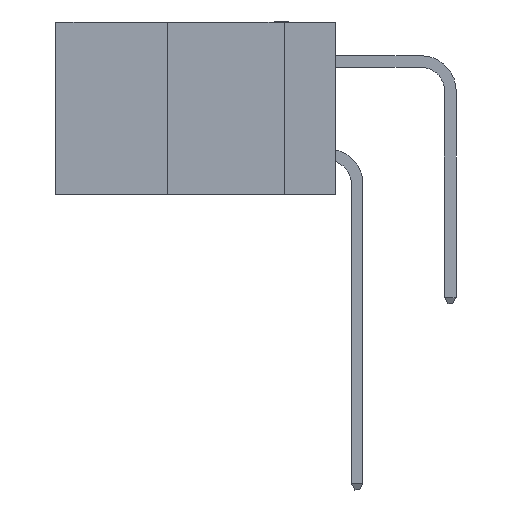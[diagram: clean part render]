
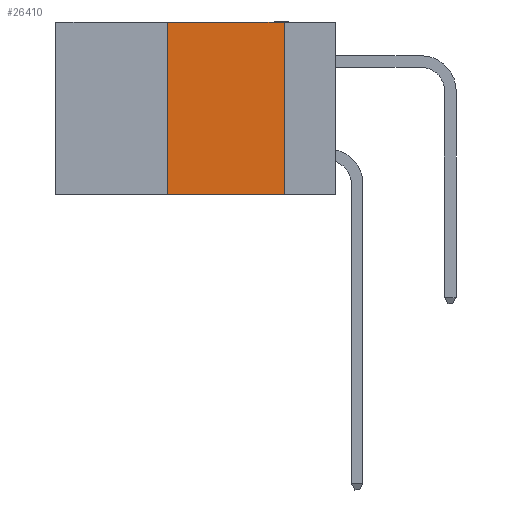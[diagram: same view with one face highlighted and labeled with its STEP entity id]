
A CAD part, left-side view. The second image highlights one B-rep face of the part: STEP entity #26410.
In plain terms, the highlighted planar face has unit normal (-1, 0, 0).
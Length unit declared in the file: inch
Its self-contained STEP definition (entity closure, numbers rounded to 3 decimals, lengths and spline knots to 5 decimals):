
#1239 = CARTESIAN_POINT ( 'NONE',  ( 0., 0.36, -0.37 ) ) ;
#1970 = DIRECTION ( 'NONE',  ( 0., -1., 0. ) ) ;
#4282 = CARTESIAN_POINT ( 'NONE',  ( 0., 0.11, 0. ) ) ;
#5155 = LINE ( 'NONE', #27263, #19919 ) ;
#9132 = VERTEX_POINT ( 'NONE', #1239 ) ;
#9715 = DIRECTION ( 'NONE',  ( 0., 0., -1. ) ) ;
#10063 = VECTOR ( 'NONE', #1970, 39.37008 ) ;
#10216 = CARTESIAN_POINT ( 'NONE',  ( 0., 0.6, 0. ) ) ;
#10692 = AXIS2_PLACEMENT_3D ( 'NONE', #10216, #30662, #13192 ) ;
#10794 = CARTESIAN_POINT ( 'NONE',  ( 0., 0.6, 0. ) ) ;
#13002 = VERTEX_POINT ( 'NONE', #28019 ) ;
#13192 = DIRECTION ( 'NONE',  ( 0., 0., -1. ) ) ;
#14157 = ORIENTED_EDGE ( 'NONE', *, *, #17513, .T. ) ;
#15401 = CARTESIAN_POINT ( 'NONE',  ( 0., 0.11, -0.37 ) ) ;
#15652 = VECTOR ( 'NONE', #29579, 39.37008 ) ;
#16119 = EDGE_LOOP ( 'NONE', ( #25129, #19225, #26946, #14157 ) ) ;
#17513 = EDGE_CURVE ( 'NONE', #9132, #28311, #27492, .T. ) ;
#17934 = LINE ( 'NONE', #10794, #10063 ) ;
#19225 = ORIENTED_EDGE ( 'NONE', *, *, #29332, .F. ) ;
#19504 = DIRECTION ( 'NONE',  ( 0., -1., 0. ) ) ;
#19919 = VECTOR ( 'NONE', #9715, 39.37008 ) ;
#21618 = VERTEX_POINT ( 'NONE', #4282 ) ;
#22545 = VECTOR ( 'NONE', #19504, 39.37008 ) ;
#22890 = FACE_OUTER_BOUND ( 'NONE', #16119, .T. ) ;
#24855 = EDGE_CURVE ( 'NONE', #9132, #13002, #32039, .T. ) ;
#25129 = ORIENTED_EDGE ( 'NONE', *, *, #33899, .F. ) ;
#25335 = CARTESIAN_POINT ( 'NONE',  ( 0., 0.6, -0.37 ) ) ;
#26410 = ADVANCED_FACE ( 'NONE', ( #22890 ), #33433, .F. ) ;
#26668 = CARTESIAN_POINT ( 'NONE',  ( 0., 0.36, 0. ) ) ;
#26946 = ORIENTED_EDGE ( 'NONE', *, *, #24855, .F. ) ;
#27263 = CARTESIAN_POINT ( 'NONE',  ( 0., 0.11, 0. ) ) ;
#27492 = LINE ( 'NONE', #25335, #22545 ) ;
#28019 = CARTESIAN_POINT ( 'NONE',  ( 0., 0.36, 0. ) ) ;
#28311 = VERTEX_POINT ( 'NONE', #15401 ) ;
#29332 = EDGE_CURVE ( 'NONE', #13002, #21618, #17934, .T. ) ;
#29579 = DIRECTION ( 'NONE',  ( 0., 0., 1. ) ) ;
#30662 = DIRECTION ( 'NONE',  ( 1., 0., 0. ) ) ;
#32039 = LINE ( 'NONE', #26668, #15652 ) ;
#33433 = PLANE ( 'NONE',  #10692 ) ;
#33899 = EDGE_CURVE ( 'NONE', #21618, #28311, #5155, .T. ) ;
